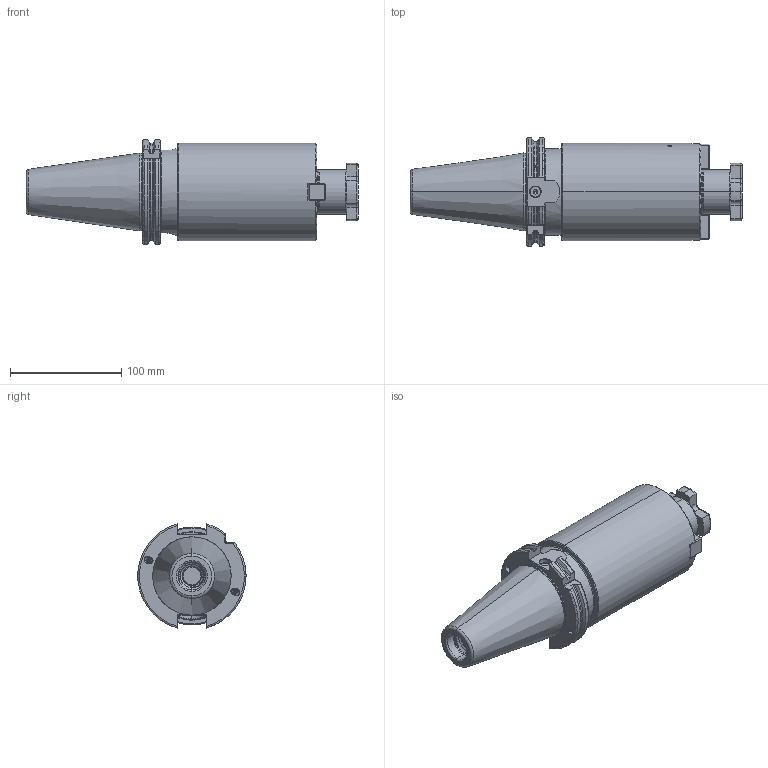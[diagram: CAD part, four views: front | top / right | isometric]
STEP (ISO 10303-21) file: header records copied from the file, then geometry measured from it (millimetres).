
FILE_DESCRIPTION (( 'STEP AP203' ), '1' );
FILE_NAME ('503.11.40.2.STEP', '2016-07-23T05:59:32', ( '' ), ( '' ), 'SwSTEP 2.0', 'SolidWorks 2012', '' );
FILE_SCHEMA (( 'CONFIG_CONTROL_DESIGN' ));
Length unit declared in the file: millimetre
Products named in the file (5): 102.11.32_M5xP0.8-14L; 面銑刀墊塊40; 十字螺絲FMB40; 503.11.40.2
Assembly tree (6 placements, depth 2):
  503.11.40.2
    503.11.40.2
    十字螺絲FMB40
    面銑刀墊塊40  x2
    102.11.32_M5xP0.8-14L  x2
Bounding box: 298.75 x 97.32 x 93.81 mm (x, y, z)
Volume: 1143653.2 mm3; surface area: 125829.1 mm2
Topology: 6 solids, 6 shells, 756 faces, 2001 edges, 1249 vertices
Faces by surface type: cylinder 379, plane 166, cone 91, torus 63, bspline 57
Entity records: 50762 total; most frequent: CARTESIAN_POINT 35939, ORIENTED_EDGE 3474, DIRECTION 2503, EDGE_CURVE 1737, VERTEX_POINT 1104, AXIS2_PLACEMENT_3D 944, EDGE_LOOP 683, FACE_OUTER_BOUND 656
